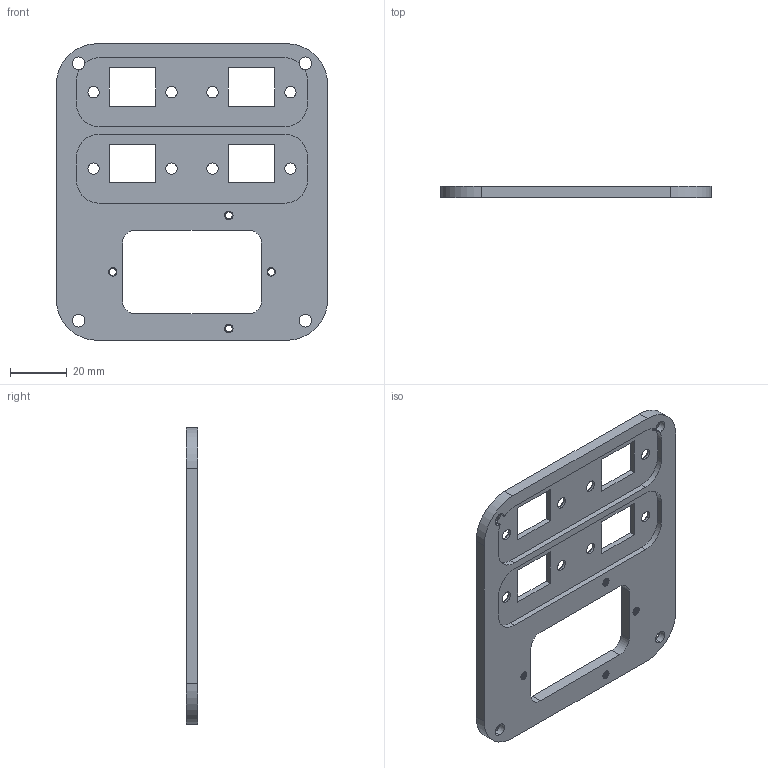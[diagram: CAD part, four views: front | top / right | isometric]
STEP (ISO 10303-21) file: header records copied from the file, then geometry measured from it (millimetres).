
FILE_DESCRIPTION (( 'STEP AP203' ), '1' );
FILE_NAME ('MS001-A.04.002JS.1.1耜醱啣.step', '2021-08-27T10:48:17', ( 'Windows User' ), ( 'P R C' ), 'SwSTEP 2.0', 'SolidWorks 2016', '' );
FILE_SCHEMA (( 'CONFIG_CONTROL_DESIGN' ));
Length unit declared in the file: millimetre
Products named in the file (1): MS001-A.04.002JS.1.1耜醱啣
Bounding box: 95.8 x 4 x 104.8 mm (x, y, z)
Volume: 23477.3 mm3; surface area: 18578.8 mm2
Topology: 1 solids, 1 shells, 186 faces, 520 edges, 336 vertices
Faces by surface type: cylinder 106, plane 44, cone 24, bspline 12
Entity records: 9265 total; most frequent: CARTESIAN_POINT 4639, ORIENTED_EDGE 1040, DIRECTION 874, EDGE_CURVE 520, VERTEX_POINT 336, AXIS2_PLACEMENT_3D 307, LINE 260, VECTOR 260
